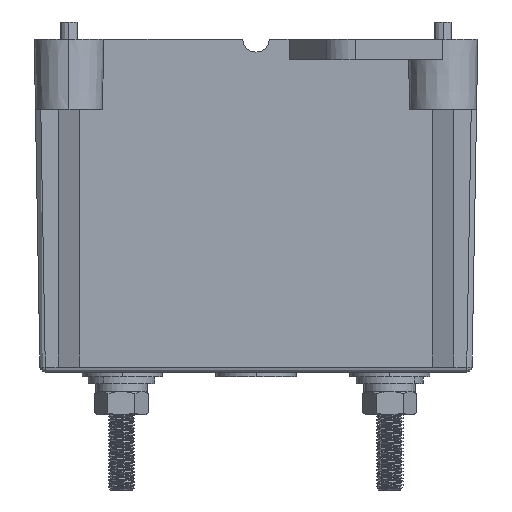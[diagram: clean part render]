
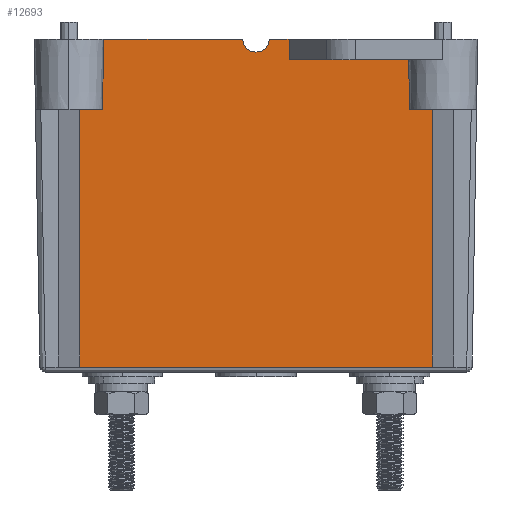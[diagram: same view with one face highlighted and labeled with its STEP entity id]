
A CAD part, left-side view. The second image highlights one B-rep face of the part: STEP entity #12693.
In plain terms, the highlighted planar face has unit normal (-1, 0, -0.018).
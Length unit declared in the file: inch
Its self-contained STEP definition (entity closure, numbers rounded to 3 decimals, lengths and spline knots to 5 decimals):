
#635 = EDGE_LOOP ( 'NONE', ( #29954, #15917, #31386, #28328, #30169, #13623, #33000, #6884, #32036, #10828, #30431, #17538, #6531 ) ) ;
#684 = EDGE_CURVE ( 'NONE', #7636, #28042, #2772, .T. ) ;
#1108 = LINE ( 'NONE', #9080, #7909 ) ;
#1208 = CARTESIAN_POINT ( 'NONE',  ( -3.01721, 2.02, 2.458 ) ) ;
#1571 =( BOUNDED_CURVE ( )  B_SPLINE_CURVE ( 3, ( #9714, #27777, #22725, #7146 ),
 .UNSPECIFIED., .F., .T. ) 
 B_SPLINE_CURVE_WITH_KNOTS ( ( 4, 4 ),
 ( 4.73994, 6.28319 ),
 .UNSPECIFIED. ) 
 CURVE ( )  GEOMETRIC_REPRESENTATION_ITEM ( )  RATIONAL_B_SPLINE_CURVE ( ( 1., 0.811, 0.811, 1. ) ) 
 REPRESENTATION_ITEM ( '' )  );
#2083 = DIRECTION ( 'NONE',  ( -0.017, 0., 1. ) ) ;
#2291 = CARTESIAN_POINT ( 'NONE',  ( -3.0287, 1.42439, 3.116 ) ) ;
#2755 = DIRECTION ( 'NONE',  ( -0.017, 0., 1. ) ) ;
#2772 = LINE ( 'NONE', #2919, #11960 ) ;
#2919 = CARTESIAN_POINT ( 'NONE',  ( -2.9747, -0.33864, 0.02258 ) ) ;
#4463 = EDGE_CURVE ( 'NONE', #24745, #17519, #32123, .T. ) ;
#4863 = CARTESIAN_POINT ( 'NONE',  ( -2.97516, 1.65, 0.04913 ) ) ;
#5853 = CARTESIAN_POINT ( 'NONE',  ( -3.01721, -1.43588, 2.458 ) ) ;
#6286 = EDGE_CURVE ( 'NONE', #30396, #11064, #7274, .T. ) ;
#6509 = DIRECTION ( 'NONE',  ( 0.017, 0.017, -1. ) ) ;
#6531 = ORIENTED_EDGE ( 'NONE', *, *, #684, .F. ) ;
#6731 = FACE_OUTER_BOUND ( 'NONE', #635, .T. ) ;
#6884 = ORIENTED_EDGE ( 'NONE', *, *, #22529, .T. ) ;
#7146 = CARTESIAN_POINT ( 'NONE',  ( -3.02657, 0., 2.99444 ) ) ;
#7274 = LINE ( 'NONE', #22446, #13235 ) ;
#7636 = VERTEX_POINT ( 'NONE', #29714 ) ;
#7657 = CARTESIAN_POINT ( 'NONE',  ( -3.02745, 0.12298, 3.04439 ) ) ;
#7674 = EDGE_CURVE ( 'NONE', #10483, #13077, #16476, .T. ) ;
#7815 = EDGE_CURVE ( 'NONE', #17519, #11064, #15220, .T. ) ;
#7909 = VECTOR ( 'NONE', #16856, 39.37008 ) ;
#8357 =( BOUNDED_CURVE ( )  B_SPLINE_CURVE ( 3, ( #12772, #18002, #7657, #28062 ),
 .UNSPECIFIED., .F., .F. ) 
 B_SPLINE_CURVE_WITH_KNOTS ( ( 4, 4 ),
 ( 0., 1.54325 ),
 .UNSPECIFIED. ) 
 CURVE ( )  GEOMETRIC_REPRESENTATION_ITEM ( )  RATIONAL_B_SPLINE_CURVE ( ( 1., 0.811, 0.811, 1. ) ) 
 REPRESENTATION_ITEM ( '' )  );
#8530 = DIRECTION ( 'NONE',  ( 0.017, -0.017, -1. ) ) ;
#8536 = CARTESIAN_POINT ( 'NONE',  ( -3.0287, -2.02, 3.116 ) ) ;
#9080 = CARTESIAN_POINT ( 'NONE',  ( -3.0287, -2.02, 3.116 ) ) ;
#9094 = VERTEX_POINT ( 'NONE', #2291 ) ;
#9164 = VERTEX_POINT ( 'NONE', #25677 ) ;
#9714 = CARTESIAN_POINT ( 'NONE',  ( -3.0287, -0.12495, 3.116 ) ) ;
#10483 = VERTEX_POINT ( 'NONE', #21243 ) ;
#10828 = ORIENTED_EDGE ( 'NONE', *, *, #7815, .F. ) ;
#11016 = CARTESIAN_POINT ( 'NONE',  ( -3.01721, 1.43588, 2.458 ) ) ;
#11064 = VERTEX_POINT ( 'NONE', #29234 ) ;
#11286 = LINE ( 'NONE', #11307, #32039 ) ;
#11307 = CARTESIAN_POINT ( 'NONE',  ( -2.97516, -2.02, 0.04913 ) ) ;
#11406 = DIRECTION ( 'NONE',  ( 0., -1., 0. ) ) ;
#11530 = VECTOR ( 'NONE', #6509, 39.37008 ) ;
#11960 = VECTOR ( 'NONE', #12188, 39.37008 ) ;
#12017 = VECTOR ( 'NONE', #22979, 39.37008 ) ;
#12188 = DIRECTION ( 'NONE',  ( 0.017, -0.01, -1. ) ) ;
#12693 = ADVANCED_FACE ( 'NONE', ( #6731 ), #12774, .T. ) ;
#12772 = CARTESIAN_POINT ( 'NONE',  ( -3.02657, 0., 2.99444 ) ) ;
#12774 = PLANE ( 'NONE',  #26934 ) ;
#12871 = DIRECTION ( 'NONE',  ( 0., -1., 0. ) ) ;
#13077 = VERTEX_POINT ( 'NONE', #13642 ) ;
#13235 = VECTOR ( 'NONE', #2083, 39.37008 ) ;
#13412 = CARTESIAN_POINT ( 'NONE',  ( -2.97537, -1.47771, 0.06103 ) ) ;
#13623 = ORIENTED_EDGE ( 'NONE', *, *, #23563, .T. ) ;
#13642 = CARTESIAN_POINT ( 'NONE',  ( -3.01721, 1.65, 2.458 ) ) ;
#13786 = VECTOR ( 'NONE', #8530, 39.37008 ) ;
#14079 = VERTEX_POINT ( 'NONE', #11016 ) ;
#15220 = LINE ( 'NONE', #17787, #21605 ) ;
#15423 = CARTESIAN_POINT ( 'NONE',  ( -2.97431, 2.02, 0. ) ) ;
#15837 = EDGE_CURVE ( 'NONE', #21936, #7636, #1108, .T. ) ;
#15917 = ORIENTED_EDGE ( 'NONE', *, *, #25667, .T. ) ;
#16476 = LINE ( 'NONE', #4863, #26460 ) ;
#16856 = DIRECTION ( 'NONE',  ( 0., -1., 0. ) ) ;
#17519 = VERTEX_POINT ( 'NONE', #5853 ) ;
#17538 = ORIENTED_EDGE ( 'NONE', *, *, #28528, .F. ) ;
#17787 = CARTESIAN_POINT ( 'NONE',  ( -3.01721, 2.02, 2.458 ) ) ;
#18002 = CARTESIAN_POINT ( 'NONE',  ( -3.02657, 0.07163, 2.99444 ) ) ;
#18357 = CARTESIAN_POINT ( 'NONE',  ( -3.0287, -0.12495, 3.116 ) ) ;
#19625 = LINE ( 'NONE', #8536, #24833 ) ;
#20343 = DIRECTION ( 'NONE',  ( -0.017, 0., 1. ) ) ;
#20983 = EDGE_CURVE ( 'NONE', #9164, #30268, #8357, .T. ) ;
#21243 = CARTESIAN_POINT ( 'NONE',  ( -2.97516, 1.65, 0.04913 ) ) ;
#21496 = LINE ( 'NONE', #21729, #11530 ) ;
#21559 = LINE ( 'NONE', #25434, #12017 ) ;
#21605 = VECTOR ( 'NONE', #12871, 39.37008 ) ;
#21729 = CARTESIAN_POINT ( 'NONE',  ( -2.97414, 1.47894, -0.00944 ) ) ;
#21765 = CARTESIAN_POINT ( 'NONE',  ( -3.0287, 0.12495, 3.116 ) ) ;
#21936 = VERTEX_POINT ( 'NONE', #18357 ) ;
#22446 = CARTESIAN_POINT ( 'NONE',  ( -2.97516, -1.65, 0.04913 ) ) ;
#22529 = EDGE_CURVE ( 'NONE', #10483, #30396, #11286, .T. ) ;
#22725 = CARTESIAN_POINT ( 'NONE',  ( -3.02657, -0.07163, 2.99444 ) ) ;
#22979 = DIRECTION ( 'NONE',  ( 0., -1., 0. ) ) ;
#23129 = DIRECTION ( 'NONE',  ( -1., 0., -0.017 ) ) ;
#23563 = EDGE_CURVE ( 'NONE', #14079, #13077, #25930, .T. ) ;
#24745 = VERTEX_POINT ( 'NONE', #28109 ) ;
#24833 = VECTOR ( 'NONE', #11406, 39.37008 ) ;
#25434 = CARTESIAN_POINT ( 'NONE',  ( -3.02535, 2.02, 2.924 ) ) ;
#25667 = EDGE_CURVE ( 'NONE', #21936, #9164, #1571, .T. ) ;
#25677 = CARTESIAN_POINT ( 'NONE',  ( -3.02657, 0., 2.99444 ) ) ;
#25930 = LINE ( 'NONE', #1208, #31098 ) ;
#26036 = CARTESIAN_POINT ( 'NONE',  ( -2.97516, -1.65, 0.04913 ) ) ;
#26184 = DIRECTION ( 'NONE',  ( 0., 1., 0. ) ) ;
#26201 = EDGE_CURVE ( 'NONE', #9094, #30268, #19625, .T. ) ;
#26460 = VECTOR ( 'NONE', #20343, 39.37008 ) ;
#26934 = AXIS2_PLACEMENT_3D ( 'NONE', #15423, #23129, #2755 ) ;
#27777 = CARTESIAN_POINT ( 'NONE',  ( -3.02745, -0.12298, 3.04439 ) ) ;
#28042 = VERTEX_POINT ( 'NONE', #30194 ) ;
#28062 = CARTESIAN_POINT ( 'NONE',  ( -3.0287, 0.12495, 3.116 ) ) ;
#28109 = CARTESIAN_POINT ( 'NONE',  ( -3.02535, -1.42774, 2.924 ) ) ;
#28328 = ORIENTED_EDGE ( 'NONE', *, *, #26201, .F. ) ;
#28528 = EDGE_CURVE ( 'NONE', #28042, #24745, #21559, .T. ) ;
#28943 = DIRECTION ( 'NONE',  ( 0., -1., 0. ) ) ;
#29234 = CARTESIAN_POINT ( 'NONE',  ( -3.01721, -1.65, 2.458 ) ) ;
#29714 = CARTESIAN_POINT ( 'NONE',  ( -3.0287, -0.30902, 3.116 ) ) ;
#29954 = ORIENTED_EDGE ( 'NONE', *, *, #15837, .F. ) ;
#30169 = ORIENTED_EDGE ( 'NONE', *, *, #30730, .T. ) ;
#30194 = CARTESIAN_POINT ( 'NONE',  ( -3.02535, -0.31086, 2.924 ) ) ;
#30268 = VERTEX_POINT ( 'NONE', #21765 ) ;
#30396 = VERTEX_POINT ( 'NONE', #26036 ) ;
#30431 = ORIENTED_EDGE ( 'NONE', *, *, #4463, .F. ) ;
#30730 = EDGE_CURVE ( 'NONE', #9094, #14079, #21496, .T. ) ;
#31098 = VECTOR ( 'NONE', #26184, 39.37008 ) ;
#31386 = ORIENTED_EDGE ( 'NONE', *, *, #20983, .T. ) ;
#32036 = ORIENTED_EDGE ( 'NONE', *, *, #6286, .T. ) ;
#32039 = VECTOR ( 'NONE', #28943, 39.37008 ) ;
#32123 = LINE ( 'NONE', #13412, #13786 ) ;
#33000 = ORIENTED_EDGE ( 'NONE', *, *, #7674, .F. ) ;
